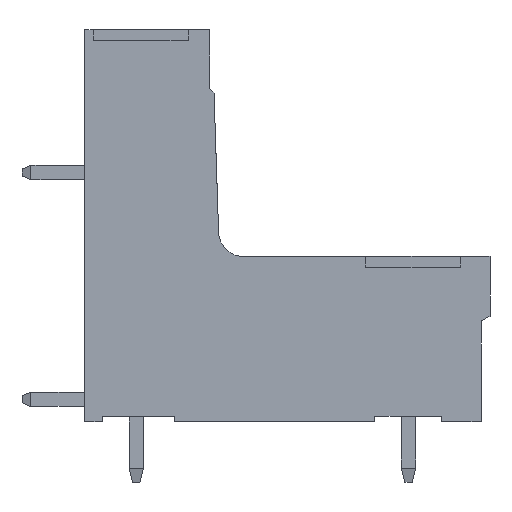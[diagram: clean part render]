
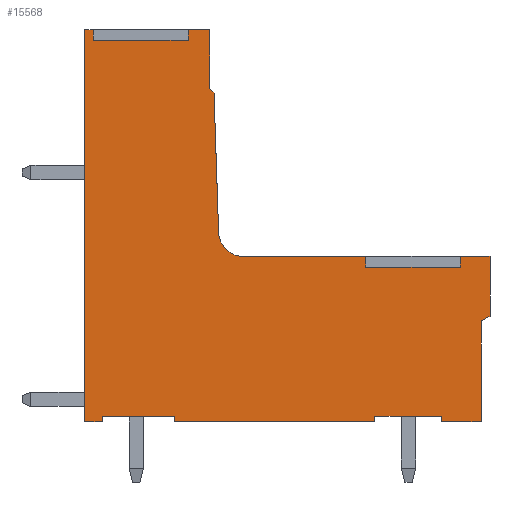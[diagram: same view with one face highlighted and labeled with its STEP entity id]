
A CAD part, left-side view. The second image highlights one B-rep face of the part: STEP entity #15568.
In plain terms, the highlighted planar face has unit normal (-1, 0, 0).
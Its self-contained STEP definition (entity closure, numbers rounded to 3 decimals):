
#318=CARTESIAN_POINT('',(-12.32,2.7,0.25));
#319=VERTEX_POINT('',#318);
#326=CARTESIAN_POINT('',(-12.32,6.45,0.25));
#327=VERTEX_POINT('',#326);
#328=CARTESIAN_POINT('',(-12.32,2.7,0.25));
#329=DIRECTION('',(0.,1.,0.));
#330=VECTOR('',#329,3.75);
#331=LINE('',#328,#330);
#332=EDGE_CURVE('',#319,#327,#331,.T.);
#350=CARTESIAN_POINT('',(-12.32,17.65,0.25));
#351=VERTEX_POINT('',#350);
#358=CARTESIAN_POINT('',(-12.32,21.7,0.25));
#359=VERTEX_POINT('',#358);
#360=CARTESIAN_POINT('',(-12.32,17.65,0.25));
#361=DIRECTION('',(0.,1.,0.));
#362=VECTOR('',#361,4.05);
#363=LINE('',#360,#362);
#364=EDGE_CURVE('',#351,#359,#363,.T.);
#1421=CARTESIAN_POINT('',(-12.32,22.7,-0.05));
#1422=VERTEX_POINT('',#1421);
#1423=CARTESIAN_POINT('',(-12.32,22.7,21.9));
#1424=VERTEX_POINT('',#1423);
#1425=CARTESIAN_POINT('',(-12.32,22.7,-0.05));
#1426=DIRECTION('',(0.,0.,1.));
#1427=VECTOR('',#1426,21.95);
#1428=LINE('',#1425,#1427);
#1429=EDGE_CURVE('',#1422,#1424,#1428,.T.);
#5025=CARTESIAN_POINT('',(-12.32,22.2,21.9));
#5026=VERTEX_POINT('',#5025);
#5027=CARTESIAN_POINT('',(-12.32,22.7,21.9));
#5028=DIRECTION('',(0.,-1.,0.));
#5029=VECTOR('',#5028,0.5);
#5030=LINE('',#5027,#5029);
#5031=EDGE_CURVE('',#1424,#5026,#5030,.T.);
#5049=CARTESIAN_POINT('',(-12.32,16.9,21.9));
#5050=VERTEX_POINT('',#5049);
#5057=CARTESIAN_POINT('',(-12.32,15.7,21.9));
#5058=VERTEX_POINT('',#5057);
#5059=CARTESIAN_POINT('',(-12.32,16.9,21.9));
#5060=DIRECTION('',(0.,-1.,0.));
#5061=VECTOR('',#5060,1.2);
#5062=LINE('',#5059,#5061);
#5063=EDGE_CURVE('',#5050,#5058,#5062,.T.);
#8340=CARTESIAN_POINT('',(-12.32,13.795,9.2));
#8341=VERTEX_POINT('',#8340);
#8348=CARTESIAN_POINT('',(-12.32,6.96,9.2));
#8349=VERTEX_POINT('',#8348);
#8350=CARTESIAN_POINT('',(-12.32,13.795,9.2));
#8351=DIRECTION('',(0.,-1.,0.));
#8352=VECTOR('',#8351,6.835);
#8353=LINE('',#8350,#8352);
#8354=EDGE_CURVE('',#8341,#8349,#8353,.T.);
#8372=CARTESIAN_POINT('',(-12.32,1.66,9.2));
#8373=VERTEX_POINT('',#8372);
#8380=CARTESIAN_POINT('',(-12.32,0.,9.2));
#8381=VERTEX_POINT('',#8380);
#8382=CARTESIAN_POINT('',(-12.32,1.66,9.2));
#8383=DIRECTION('',(0.,-1.,0.));
#8384=VECTOR('',#8383,1.66);
#8385=LINE('',#8382,#8384);
#8386=EDGE_CURVE('',#8373,#8381,#8385,.T.);
#15342=CARTESIAN_POINT('',(-12.32,15.45,18.35));
#15343=VERTEX_POINT('',#15342);
#15344=CARTESIAN_POINT('',(-12.32,15.194,10.554));
#15345=VERTEX_POINT('',#15344);
#15346=CARTESIAN_POINT('',(-12.32,15.45,18.35));
#15347=DIRECTION('',(0.,-0.033,-0.999));
#15348=VECTOR('',#15347,7.8);
#15349=LINE('',#15346,#15348);
#15350=EDGE_CURVE('',#15343,#15345,#15349,.T.);
#15397=CARTESIAN_POINT('',(-12.32,13.795,10.6));
#15398=DIRECTION('',(0.,0.999,-0.033));
#15399=DIRECTION('',(-1.,0.,0.));
#15400=AXIS2_PLACEMENT_3D('',#15397,#15399,#15398);
#15401=CIRCLE('',#15400,1.4);
#15402=EDGE_CURVE('',#15345,#8341,#15401,.T.);
#15420=CARTESIAN_POINT('',(-12.32,0.,0.));
#15421=DIRECTION('',(0.,0.,-1.));
#15422=DIRECTION('',(-1.,-0.,-0.));
#15423=AXIS2_PLACEMENT_3D('',#15420,#15422,#15421);
#15424=PLANE('',#15423);
#15425=CARTESIAN_POINT('',(-12.32,2.7,-0.05));
#15426=VERTEX_POINT('',#15425);
#15427=CARTESIAN_POINT('',(-12.32,2.7,0.25));
#15428=DIRECTION('',(0.,0.,-1.));
#15429=VECTOR('',#15428,0.3);
#15430=LINE('',#15427,#15429);
#15431=EDGE_CURVE('',#319,#15426,#15430,.T.);
#15432=ORIENTED_EDGE('',*,*,#15431,.T.);
#15433=CARTESIAN_POINT('',(-12.32,0.5,-0.05));
#15434=VERTEX_POINT('',#15433);
#15435=CARTESIAN_POINT('',(-12.32,2.7,-0.05));
#15436=DIRECTION('',(0.,-1.,0.));
#15437=VECTOR('',#15436,2.2);
#15438=LINE('',#15435,#15437);
#15439=EDGE_CURVE('',#15426,#15434,#15438,.T.);
#15440=ORIENTED_EDGE('',*,*,#15439,.T.);
#15441=CARTESIAN_POINT('',(-12.32,0.5,5.597));
#15442=VERTEX_POINT('',#15441);
#15443=CARTESIAN_POINT('',(-12.32,0.5,-0.05));
#15444=DIRECTION('',(0.,0.,1.));
#15445=VECTOR('',#15444,5.647);
#15446=LINE('',#15443,#15445);
#15447=EDGE_CURVE('',#15434,#15442,#15446,.T.);
#15448=ORIENTED_EDGE('',*,*,#15447,.T.);
#15449=CARTESIAN_POINT('',(-12.32,0.,5.85));
#15450=VERTEX_POINT('',#15449);
#15451=CARTESIAN_POINT('',(-12.32,0.5,5.597));
#15452=DIRECTION('',(0.,-0.892,0.452));
#15453=VECTOR('',#15452,0.56);
#15454=LINE('',#15451,#15453);
#15455=EDGE_CURVE('',#15442,#15450,#15454,.T.);
#15456=ORIENTED_EDGE('',*,*,#15455,.T.);
#15457=CARTESIAN_POINT('',(-12.32,0.,5.85));
#15458=DIRECTION('',(0.,0.,1.));
#15459=VECTOR('',#15458,3.35);
#15460=LINE('',#15457,#15459);
#15461=EDGE_CURVE('',#15450,#8381,#15460,.T.);
#15462=ORIENTED_EDGE('',*,*,#15461,.T.);
#15463=ORIENTED_EDGE('',*,*,#8386,.F.);
#15464=CARTESIAN_POINT('',(-12.32,1.66,8.6));
#15465=VERTEX_POINT('',#15464);
#15466=CARTESIAN_POINT('',(-12.32,1.66,9.2));
#15467=DIRECTION('',(0.,0.,-1.));
#15468=VECTOR('',#15467,0.6);
#15469=LINE('',#15466,#15468);
#15470=EDGE_CURVE('',#8373,#15465,#15469,.T.);
#15471=ORIENTED_EDGE('',*,*,#15470,.T.);
#15472=CARTESIAN_POINT('',(-12.32,6.96,8.6));
#15473=VERTEX_POINT('',#15472);
#15474=CARTESIAN_POINT('',(-12.32,1.66,8.6));
#15475=DIRECTION('',(0.,1.,0.));
#15476=VECTOR('',#15475,5.3);
#15477=LINE('',#15474,#15476);
#15478=EDGE_CURVE('',#15465,#15473,#15477,.T.);
#15479=ORIENTED_EDGE('',*,*,#15478,.T.);
#15480=CARTESIAN_POINT('',(-12.32,6.96,8.6));
#15481=DIRECTION('',(0.,0.,1.));
#15482=VECTOR('',#15481,0.6);
#15483=LINE('',#15480,#15482);
#15484=EDGE_CURVE('',#15473,#8349,#15483,.T.);
#15485=ORIENTED_EDGE('',*,*,#15484,.T.);
#15486=ORIENTED_EDGE('',*,*,#8354,.F.);
#15487=ORIENTED_EDGE('',*,*,#15402,.F.);
#15488=ORIENTED_EDGE('',*,*,#15350,.F.);
#15489=CARTESIAN_POINT('',(-12.32,15.7,18.6));
#15490=VERTEX_POINT('',#15489);
#15491=CARTESIAN_POINT('',(-12.32,15.45,18.35));
#15492=DIRECTION('',(0.,0.707,0.707));
#15493=VECTOR('',#15492,0.354);
#15494=LINE('',#15491,#15493);
#15495=EDGE_CURVE('',#15343,#15490,#15494,.T.);
#15496=ORIENTED_EDGE('',*,*,#15495,.T.);
#15497=CARTESIAN_POINT('',(-12.32,15.7,18.6));
#15498=DIRECTION('',(0.,0.,1.));
#15499=VECTOR('',#15498,3.3);
#15500=LINE('',#15497,#15499);
#15501=EDGE_CURVE('',#15490,#5058,#15500,.T.);
#15502=ORIENTED_EDGE('',*,*,#15501,.T.);
#15503=ORIENTED_EDGE('',*,*,#5063,.F.);
#15504=CARTESIAN_POINT('',(-12.32,16.9,21.3));
#15505=VERTEX_POINT('',#15504);
#15506=CARTESIAN_POINT('',(-12.32,16.9,21.9));
#15507=DIRECTION('',(0.,0.,-1.));
#15508=VECTOR('',#15507,0.6);
#15509=LINE('',#15506,#15508);
#15510=EDGE_CURVE('',#5050,#15505,#15509,.T.);
#15511=ORIENTED_EDGE('',*,*,#15510,.T.);
#15512=CARTESIAN_POINT('',(-12.32,22.2,21.3));
#15513=VERTEX_POINT('',#15512);
#15514=CARTESIAN_POINT('',(-12.32,16.9,21.3));
#15515=DIRECTION('',(0.,1.,0.));
#15516=VECTOR('',#15515,5.3);
#15517=LINE('',#15514,#15516);
#15518=EDGE_CURVE('',#15505,#15513,#15517,.T.);
#15519=ORIENTED_EDGE('',*,*,#15518,.T.);
#15520=CARTESIAN_POINT('',(-12.32,22.2,21.3));
#15521=DIRECTION('',(0.,0.,1.));
#15522=VECTOR('',#15521,0.6);
#15523=LINE('',#15520,#15522);
#15524=EDGE_CURVE('',#15513,#5026,#15523,.T.);
#15525=ORIENTED_EDGE('',*,*,#15524,.T.);
#15526=ORIENTED_EDGE('',*,*,#5031,.F.);
#15527=ORIENTED_EDGE('',*,*,#1429,.F.);
#15528=CARTESIAN_POINT('',(-12.32,21.7,-0.05));
#15529=VERTEX_POINT('',#15528);
#15530=CARTESIAN_POINT('',(-12.32,22.7,-0.05));
#15531=DIRECTION('',(0.,-1.,0.));
#15532=VECTOR('',#15531,1.);
#15533=LINE('',#15530,#15532);
#15534=EDGE_CURVE('',#1422,#15529,#15533,.T.);
#15535=ORIENTED_EDGE('',*,*,#15534,.T.);
#15536=CARTESIAN_POINT('',(-12.32,21.7,-0.05));
#15537=DIRECTION('',(0.,0.,1.));
#15538=VECTOR('',#15537,0.3);
#15539=LINE('',#15536,#15538);
#15540=EDGE_CURVE('',#15529,#359,#15539,.T.);
#15541=ORIENTED_EDGE('',*,*,#15540,.T.);
#15542=ORIENTED_EDGE('',*,*,#364,.F.);
#15543=CARTESIAN_POINT('',(-12.32,17.65,-0.05));
#15544=VERTEX_POINT('',#15543);
#15545=CARTESIAN_POINT('',(-12.32,17.65,0.25));
#15546=DIRECTION('',(0.,0.,-1.));
#15547=VECTOR('',#15546,0.3);
#15548=LINE('',#15545,#15547);
#15549=EDGE_CURVE('',#351,#15544,#15548,.T.);
#15550=ORIENTED_EDGE('',*,*,#15549,.T.);
#15551=CARTESIAN_POINT('',(-12.32,6.45,-0.05));
#15552=VERTEX_POINT('',#15551);
#15553=CARTESIAN_POINT('',(-12.32,17.65,-0.05));
#15554=DIRECTION('',(0.,-1.,0.));
#15555=VECTOR('',#15554,11.2);
#15556=LINE('',#15553,#15555);
#15557=EDGE_CURVE('',#15544,#15552,#15556,.T.);
#15558=ORIENTED_EDGE('',*,*,#15557,.T.);
#15559=CARTESIAN_POINT('',(-12.32,6.45,-0.05));
#15560=DIRECTION('',(0.,0.,1.));
#15561=VECTOR('',#15560,0.3);
#15562=LINE('',#15559,#15561);
#15563=EDGE_CURVE('',#15552,#327,#15562,.T.);
#15564=ORIENTED_EDGE('',*,*,#15563,.T.);
#15565=ORIENTED_EDGE('',*,*,#332,.F.);
#15566=EDGE_LOOP('',(#15432,#15440,#15448,#15456,#15462,#15463,#15471,#15479,#15485,#15486,#15487,#15488,#15496,#15502,#15503,#15511,#15519,#15525,#15526,#15527,#15535,#15541,#15542,#15550,#15558,#15564,#15565));
#15567=FACE_OUTER_BOUND('',#15566,.T.);
#15568=ADVANCED_FACE('',(#15567),#15424,.T.);
